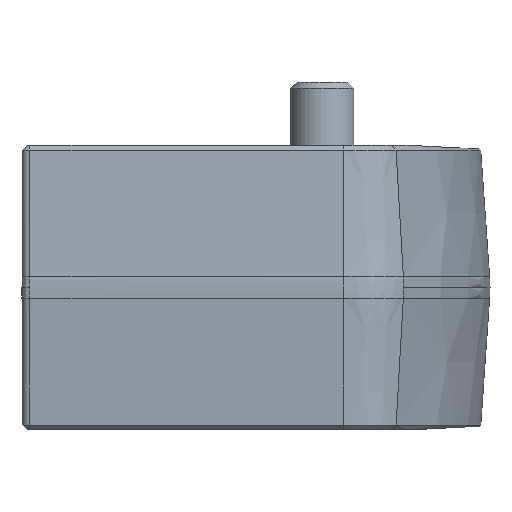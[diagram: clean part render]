
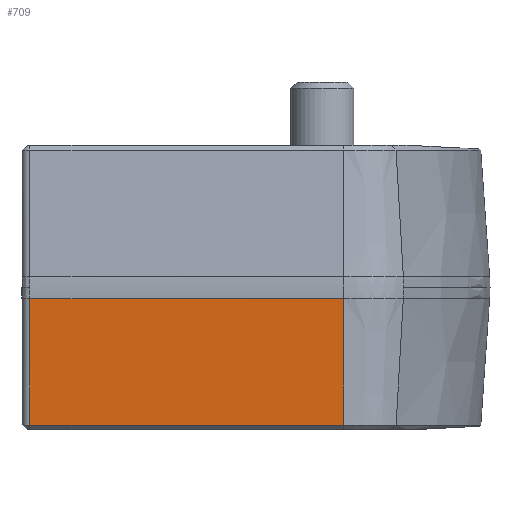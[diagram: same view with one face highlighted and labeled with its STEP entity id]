
A CAD part, left-side view. The second image highlights one B-rep face of the part: STEP entity #709.
In plain terms, the highlighted planar face has unit normal (-0.998, 0, -0.07).
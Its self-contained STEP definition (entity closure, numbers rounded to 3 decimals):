
#48 = DIRECTION ( 'NONE',  ( -0.998, 0., -0.07 ) ) ;
#110 = ORIENTED_EDGE ( 'NONE', *, *, #3351, .F. ) ;
#484 = CARTESIAN_POINT ( 'NONE',  ( -19.581, -1.346, -0.698 ) ) ;
#709 = ADVANCED_FACE ( 'NONE', ( #3077 ), #3163, .T. ) ;
#833 = CARTESIAN_POINT ( 'NONE',  ( -19.021, 5.269, -8.701 ) ) ;
#866 = B_SPLINE_CURVE_WITH_KNOTS ( 'NONE', 3,
 ( #1878, #4282, #833, #3266 ),
 .UNSPECIFIED., .F., .F.,
 ( 4, 4 ),
 ( 0., 1. ),
 .UNSPECIFIED. ) ;
#1051 = DIRECTION ( 'NONE',  ( 0., -1., 0. ) ) ;
#1264 = CARTESIAN_POINT ( 'NONE',  ( -19.021, -1.346, -8.701 ) ) ;
#1292 = ORIENTED_EDGE ( 'NONE', *, *, #1613, .T. ) ;
#1351 = B_SPLINE_CURVE_WITH_KNOTS ( 'NONE', 1,
 ( #4486, #2075 ),
 .UNSPECIFIED., .F., .F.,
 ( 2, 2 ),
 ( 0., 1. ),
 .UNSPECIFIED. ) ;
#1397 = VECTOR ( 'NONE', #2110, 1000. ) ;
#1613 = EDGE_CURVE ( 'NONE', #3501, #3658, #866, .T. ) ;
#1838 = CARTESIAN_POINT ( 'NONE',  ( -19.021, 18.5, -8.701 ) ) ;
#1878 = CARTESIAN_POINT ( 'NONE',  ( -19.021, 18.5, -8.701 ) ) ;
#2060 = EDGE_CURVE ( 'NONE', #3245, #2186, #2763, .T. ) ;
#2075 = CARTESIAN_POINT ( 'NONE',  ( -19.021, -1.346, -8.701 ) ) ;
#2110 = DIRECTION ( 'NONE',  ( -0.07, 0., 0.998 ) ) ;
#2186 = VERTEX_POINT ( 'NONE', #484 ) ;
#2485 = DIRECTION ( 'NONE',  ( 0.07, 0., -0.998 ) ) ;
#2763 = LINE ( 'NONE', #4489, #2873 ) ;
#2862 = ORIENTED_EDGE ( 'NONE', *, *, #2060, .F. ) ;
#2873 = VECTOR ( 'NONE', #1051, 1000. ) ;
#3077 = FACE_OUTER_BOUND ( 'NONE', #4215, .T. ) ;
#3163 = PLANE ( 'NONE',  #3720 ) ;
#3245 = VERTEX_POINT ( 'NONE', #4088 ) ;
#3266 = CARTESIAN_POINT ( 'NONE',  ( -19.021, -1.346, -8.701 ) ) ;
#3348 = ORIENTED_EDGE ( 'NONE', *, *, #3782, .F. ) ;
#3351 = EDGE_CURVE ( 'NONE', #2186, #3658, #1351, .T. ) ;
#3448 = LINE ( 'NONE', #3487, #1397 ) ;
#3487 = CARTESIAN_POINT ( 'NONE',  ( -18.994, 18.5, -9.08 ) ) ;
#3501 = VERTEX_POINT ( 'NONE', #1838 ) ;
#3511 = CARTESIAN_POINT ( 'NONE',  ( -19., -1.346, -9. ) ) ;
#3658 = VERTEX_POINT ( 'NONE', #1264 ) ;
#3720 = AXIS2_PLACEMENT_3D ( 'NONE', #3511, #48, #2485 ) ;
#3782 = EDGE_CURVE ( 'NONE', #3501, #3245, #3448, .T. ) ;
#4088 = CARTESIAN_POINT ( 'NONE',  ( -19.581, 18.5, -0.698 ) ) ;
#4215 = EDGE_LOOP ( 'NONE', ( #2862, #3348, #1292, #110 ) ) ;
#4282 = CARTESIAN_POINT ( 'NONE',  ( -19.021, 11.885, -8.701 ) ) ;
#4486 = CARTESIAN_POINT ( 'NONE',  ( -19.581, -1.346, -0.698 ) ) ;
#4489 = CARTESIAN_POINT ( 'NONE',  ( -19.581, -1.346, -0.698 ) ) ;
